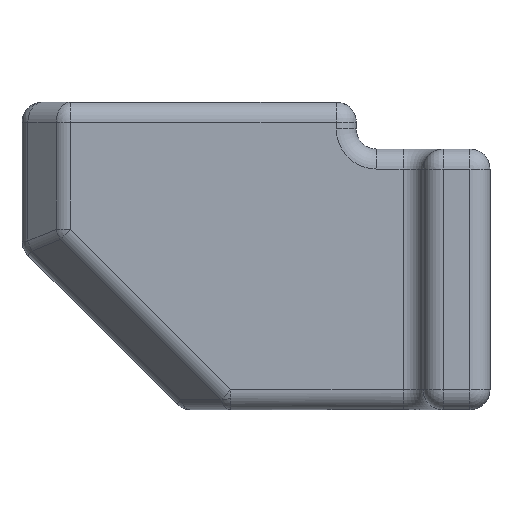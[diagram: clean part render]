
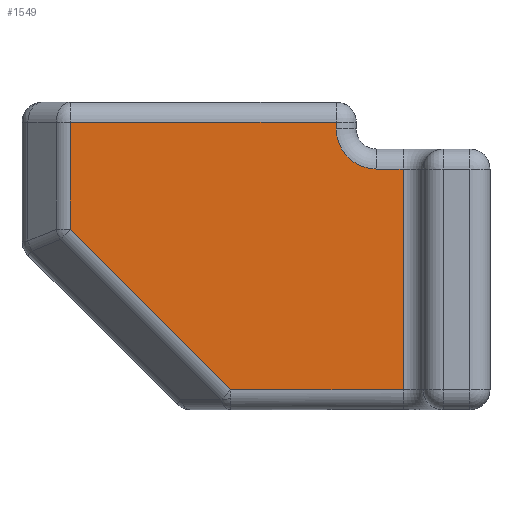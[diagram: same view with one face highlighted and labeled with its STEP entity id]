
A CAD part, front view. The second image highlights one B-rep face of the part: STEP entity #1549.
In plain terms, the highlighted planar face has unit normal (0, -1, 0).
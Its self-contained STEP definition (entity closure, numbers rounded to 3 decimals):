
#11 = AXIS2_PLACEMENT_3D ( 'NONE', #2004, #76, #47 ) ;
#29 = EDGE_CURVE ( 'NONE', #595, #2255, #1912, .T. ) ;
#30 = VERTEX_POINT ( 'NONE', #156 ) ;
#47 = DIRECTION ( 'NONE',  ( 0., 0., 1. ) ) ;
#76 = DIRECTION ( 'NONE',  ( 0., -1., 0. ) ) ;
#89 = PLANE ( 'NONE',  #1149 ) ;
#118 = ORIENTED_EDGE ( 'NONE', *, *, #1029, .T. ) ;
#120 = DIRECTION ( 'NONE',  ( -1., 0., 0. ) ) ;
#125 = FACE_OUTER_BOUND ( 'NONE', #1002, .T. ) ;
#133 = LINE ( 'NONE', #999, #2078 ) ;
#156 = CARTESIAN_POINT ( 'NONE',  ( 26.5, 0., 18. ) ) ;
#201 = ORIENTED_EDGE ( 'NONE', *, *, #2596, .T. ) ;
#254 = DIRECTION ( 'NONE',  ( 0., 0., 1. ) ) ;
#265 = EDGE_CURVE ( 'NONE', #2185, #30, #2610, .T. ) ;
#308 = CARTESIAN_POINT ( 'NONE',  ( 0., 0., 20. ) ) ;
#353 = DIRECTION ( 'NONE',  ( 0., 0., 1. ) ) ;
#459 = ORIENTED_EDGE ( 'NONE', *, *, #1324, .T. ) ;
#474 = ORIENTED_EDGE ( 'NONE', *, *, #1145, .T. ) ;
#595 = VERTEX_POINT ( 'NONE', #1415 ) ;
#637 = CARTESIAN_POINT ( 'NONE',  ( 28.5, 0., 18. ) ) ;
#664 = ORIENTED_EDGE ( 'NONE', *, *, #2562, .T. ) ;
#811 = VERTEX_POINT ( 'NONE', #2671 ) ;
#832 = DIRECTION ( 'NONE',  ( 0., 0., 1. ) ) ;
#833 = VECTOR ( 'NONE', #1160, 1000. ) ;
#851 = LINE ( 'NONE', #2349, #2382 ) ;
#862 = LINE ( 'NONE', #1533, #1558 ) ;
#873 = DIRECTION ( 'NONE',  ( 0., 0., -1. ) ) ;
#918 = LINE ( 'NONE', #1788, #1099 ) ;
#985 = VERTEX_POINT ( 'NONE', #637 ) ;
#999 = CARTESIAN_POINT ( 'NONE',  ( 3., 0., 21.5 ) ) ;
#1002 = EDGE_LOOP ( 'NONE', ( #1369, #459, #201, #118, #474, #2091, #1267, #664 ) ) ;
#1029 = EDGE_CURVE ( 'NONE', #2213, #2461, #862, .T. ) ;
#1099 = VECTOR ( 'NONE', #254, 1000. ) ;
#1145 = EDGE_CURVE ( 'NONE', #2461, #595, #2290, .T. ) ;
#1149 = AXIS2_PLACEMENT_3D ( 'NONE', #308, #1378, #353 ) ;
#1152 = VECTOR ( 'NONE', #2295, 1000. ) ;
#1160 = DIRECTION ( 'NONE',  ( 0.707, 0., -0.707 ) ) ;
#1267 = ORIENTED_EDGE ( 'NONE', *, *, #1435, .T. ) ;
#1324 = EDGE_CURVE ( 'NONE', #2185, #811, #851, .T. ) ;
#1369 = ORIENTED_EDGE ( 'NONE', *, *, #265, .F. ) ;
#1378 = DIRECTION ( 'NONE',  ( 0., 1., 0. ) ) ;
#1408 = CARTESIAN_POINT ( 'NONE',  ( 3.621, 0., 13.5 ) ) ;
#1415 = CARTESIAN_POINT ( 'NONE',  ( 15.621, 0., 1.5 ) ) ;
#1435 = EDGE_CURVE ( 'NONE', #2255, #985, #918, .T. ) ;
#1533 = CARTESIAN_POINT ( 'NONE',  ( 3.621, 0., 13.243 ) ) ;
#1549 = ADVANCED_FACE ( 'NONE', ( #125 ), #89, .F. ) ;
#1558 = VECTOR ( 'NONE', #873, 1000. ) ;
#1579 = CARTESIAN_POINT ( 'NONE',  ( 3.621, 0., 21.5 ) ) ;
#1788 = CARTESIAN_POINT ( 'NONE',  ( 28.5, 0., 20. ) ) ;
#1812 = CARTESIAN_POINT ( 'NONE',  ( 25., 0., 18. ) ) ;
#1826 = CARTESIAN_POINT ( 'NONE',  ( 16.682, 0., 0.439 ) ) ;
#1856 = LINE ( 'NONE', #1812, #2203 ) ;
#1912 = LINE ( 'NONE', #2065, #1152 ) ;
#2004 = CARTESIAN_POINT ( 'NONE',  ( 26.5, 0., 21. ) ) ;
#2065 = CARTESIAN_POINT ( 'NONE',  ( 0., 0., 1.5 ) ) ;
#2078 = VECTOR ( 'NONE', #2733, 1000. ) ;
#2091 = ORIENTED_EDGE ( 'NONE', *, *, #29, .T. ) ;
#2166 = CARTESIAN_POINT ( 'NONE',  ( 28.5, 0., 1.5 ) ) ;
#2185 = VERTEX_POINT ( 'NONE', #2251 ) ;
#2203 = VECTOR ( 'NONE', #120, 1000. ) ;
#2213 = VERTEX_POINT ( 'NONE', #1579 ) ;
#2251 = CARTESIAN_POINT ( 'NONE',  ( 23.5, 0., 21. ) ) ;
#2255 = VERTEX_POINT ( 'NONE', #2166 ) ;
#2290 = LINE ( 'NONE', #1826, #833 ) ;
#2295 = DIRECTION ( 'NONE',  ( 1., 0., 0. ) ) ;
#2349 = CARTESIAN_POINT ( 'NONE',  ( 23.5, 0., 20. ) ) ;
#2382 = VECTOR ( 'NONE', #832, 1000. ) ;
#2461 = VERTEX_POINT ( 'NONE', #1408 ) ;
#2562 = EDGE_CURVE ( 'NONE', #985, #30, #1856, .T. ) ;
#2596 = EDGE_CURVE ( 'NONE', #811, #2213, #133, .T. ) ;
#2610 = CIRCLE ( 'NONE', #11, 3. ) ;
#2671 = CARTESIAN_POINT ( 'NONE',  ( 23.5, 0., 21.5 ) ) ;
#2733 = DIRECTION ( 'NONE',  ( -1., 0., 0. ) ) ;
